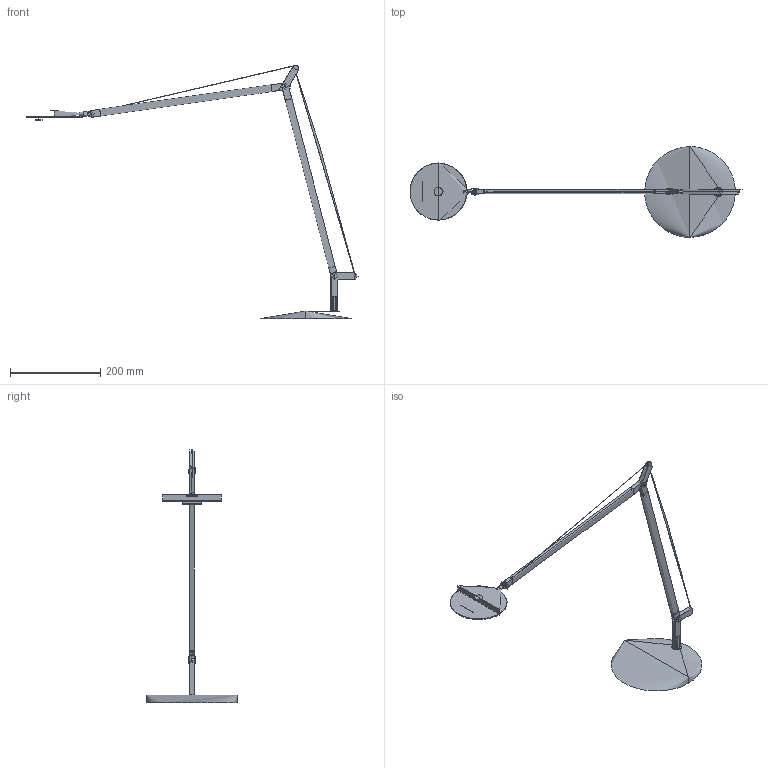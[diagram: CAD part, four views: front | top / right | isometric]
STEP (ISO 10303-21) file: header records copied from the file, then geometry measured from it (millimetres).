
FILE_DESCRIPTION(/* description */ (''),/* implementation_level */ '2;1');
FILE_NAME(/* name */ '3D Semplificato_Tavolo_Fukasawa_Demetra professional',/* time_stamp */ '2016-02-03T12:22:26+01:00',/* author */ (''),/* organization */ (''),/* preprocessor_version */ 'ST-DEVELOPER v10',/* originating_system */ '',/* authorisation */ '');
FILE_SCHEMA (('CONFIG_CONTROL_DESIGN'));
Length unit declared in the file: millimetre
Products named in the file (1): 1
Bounding box: 736.45 x 201.01 x 561.9 mm (x, y, z)
Volume: 784858.5 mm3; surface area: 224219.9 mm2
Topology: 23 solids, 32 shells, 821 faces, 2014 edges, 1212 vertices
Faces by surface type: bspline 584, plane 237
Entity records: 25144 total; most frequent: CARTESIAN_POINT 13781, ORIENTED_EDGE 3789, EDGE_CURVE 1911, VERTEX_POINT 1170, B_SPLINE_CURVE_WITH_KNOTS 991, EDGE_LOOP 864, ADVANCED_FACE 820, FACE_OUTER_BOUND 820
